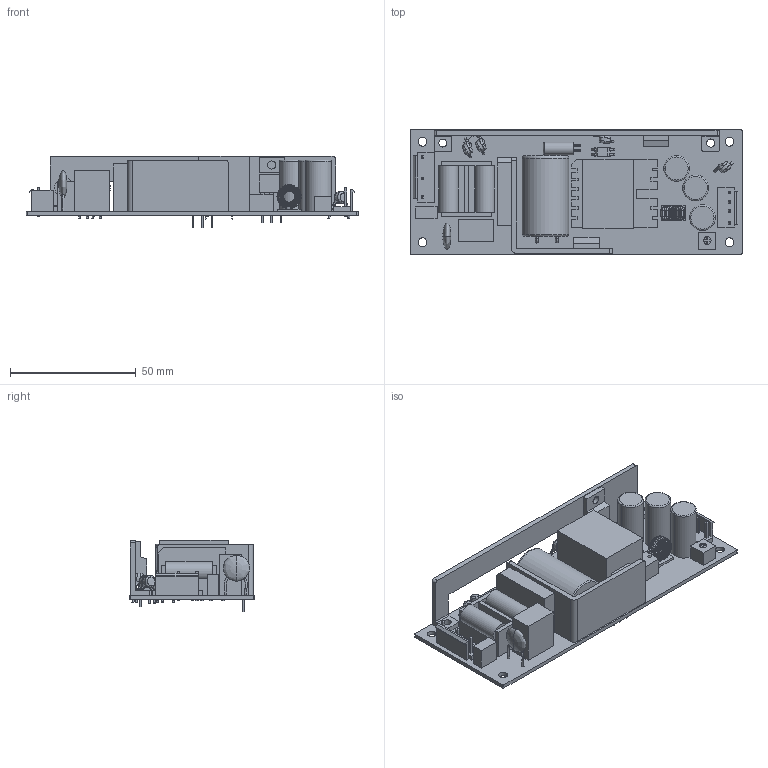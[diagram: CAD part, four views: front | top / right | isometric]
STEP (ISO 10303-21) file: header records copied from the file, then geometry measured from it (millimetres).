
FILE_DESCRIPTION((''),'2;1');
FILE_NAME('30W-2023_ASM','2024-07-08T',('410022'),(''),'PRO/ENGINEER BY PARAMETRIC TECHNOLOGY CORPORATION, 2010280','PRO/ENGINEER BY PARAMETRIC TECHNOLOGY CORPORATION, 2010280','');
FILE_SCHEMA(('CONFIG_CONTROL_DESIGN'));
Length unit declared in the file: millimetre
Products named in the file (9): 50W-2023-08; 123; 8888; 22; C-2; CY2_; D__; U__; 30W-2023_ASM
Assembly tree (12 placements, depth 2):
  30W-2023_ASM
    50W-2023-08
    123
    8888
    22
    C-2
    CY2_  x4
    D__  x2
    U__
Bounding box: 132 x 50 x 28.3 mm (x, y, z)
Volume: 56694.3 mm3; surface area: 36373.3 mm2
Topology: 38 solids, 41 shells, 1011 faces, 2322 edges, 1378 vertices
Faces by surface type: plane 412, torus 320, cylinder 153, bspline 116, extrusion 8, revolution 2
Entity records: 32280 total; most frequent: CARTESIAN_POINT 11613, DIRECTION 4548, ORIENTED_EDGE 4068, EDGE_CURVE 2042, AXIS2_PLACEMENT_3D 1733, VERTEX_POINT 1206, VECTOR 1080, LINE 1078
